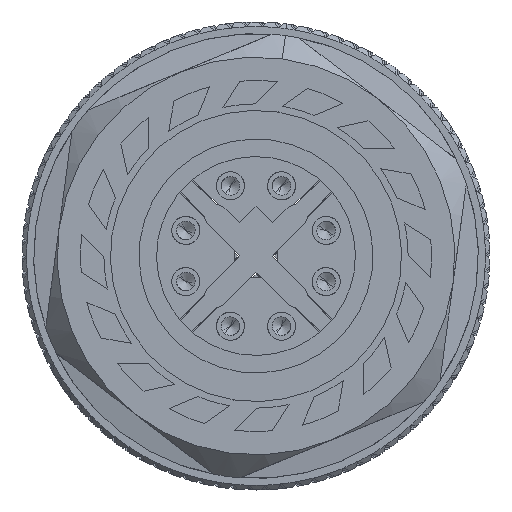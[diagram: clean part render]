
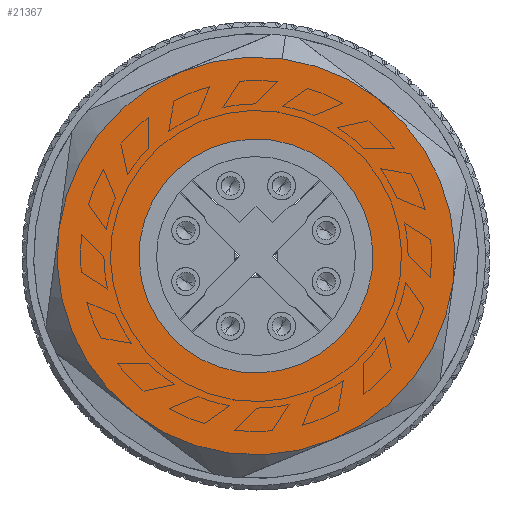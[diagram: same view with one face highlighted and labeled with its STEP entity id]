
A CAD part, left-side view. The second image highlights one B-rep face of the part: STEP entity #21367.
In plain terms, the highlighted planar face has unit normal (-1, 0, 0).
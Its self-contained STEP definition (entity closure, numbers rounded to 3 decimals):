
#23 = DIRECTION ( 'NONE',  ( 0., 0., 1. ) ) ;
#202 = ORIENTED_EDGE ( 'NONE', *, *, #13606, .T. ) ;
#1596 = EDGE_CURVE ( 'NONE', #27143, #53581, #37378, .T. ) ;
#1929 = AXIS2_PLACEMENT_3D ( 'NONE', #5141, #17138, #29562 ) ;
#2940 = CARTESIAN_POINT ( 'NONE',  ( 0., 0., 0. ) ) ;
#2941 = CARTESIAN_POINT ( 'NONE',  ( 0., 0., -8.5 ) ) ;
#3252 = AXIS2_PLACEMENT_3D ( 'NONE', #19686, #74215, #18517 ) ;
#3283 = CARTESIAN_POINT ( 'NONE',  ( 0., -8.5, 0. ) ) ;
#5141 = CARTESIAN_POINT ( 'NONE',  ( 0., 0., 0. ) ) ;
#6749 = CARTESIAN_POINT ( 'NONE',  ( 0., 8.5, 0. ) ) ;
#9327 = DIRECTION ( 'NONE',  ( -1., 0., 0. ) ) ;
#9626 = VERTEX_POINT ( 'NONE', #52808 ) ;
#10177 = VERTEX_POINT ( 'NONE', #3283 ) ;
#10257 = DIRECTION ( 'NONE',  ( -1., 0., 0. ) ) ;
#11690 = EDGE_CURVE ( 'NONE', #43441, #9626, #21292, .T. ) ;
#12814 = DIRECTION ( 'NONE',  ( -1., 0., 0. ) ) ;
#13414 = CIRCLE ( 'NONE', #1929, 8.5 ) ;
#13606 = EDGE_CURVE ( 'NONE', #52304, #27143, #33356, .T. ) ;
#14196 = CARTESIAN_POINT ( 'NONE',  ( 0., -4.25, 7.361 ) ) ;
#14247 = CARTESIAN_POINT ( 'NONE',  ( 0., 4.25, -7.361 ) ) ;
#15400 = AXIS2_PLACEMENT_3D ( 'NONE', #2940, #9327, #20916 ) ;
#17138 = DIRECTION ( 'NONE',  ( -1., 0., 0. ) ) ;
#17811 = ORIENTED_EDGE ( 'NONE', *, *, #50865, .T. ) ;
#18462 = AXIS2_PLACEMENT_3D ( 'NONE', #20374, #68495, #56833 ) ;
#18517 = DIRECTION ( 'NONE',  ( 0., 0., -1. ) ) ;
#18941 = CARTESIAN_POINT ( 'NONE',  ( 0., 0., 5. ) ) ;
#19028 = DIRECTION ( 'NONE',  ( 0., 0., -1. ) ) ;
#19589 = PLANE ( 'NONE',  #18462 ) ;
#19686 = CARTESIAN_POINT ( 'NONE',  ( 0., 0., 0. ) ) ;
#20374 = CARTESIAN_POINT ( 'NONE',  ( 0., 5., 0. ) ) ;
#20916 = DIRECTION ( 'NONE',  ( 0., 0., -1. ) ) ;
#21292 = CIRCLE ( 'NONE', #46922, 8.5 ) ;
#21367 = ADVANCED_FACE ( 'NONE', ( #39212, #50429 ), #19589, .F. ) ;
#22001 = AXIS2_PLACEMENT_3D ( 'NONE', #22048, #57727, #63332 ) ;
#22048 = CARTESIAN_POINT ( 'NONE',  ( 0., 0., 0. ) ) ;
#23317 = DIRECTION ( 'NONE',  ( 0., 0., -1. ) ) ;
#25868 = CIRCLE ( 'NONE', #66808, 5. ) ;
#26192 = CARTESIAN_POINT ( 'NONE',  ( 0., 0., 0. ) ) ;
#27143 = VERTEX_POINT ( 'NONE', #78024 ) ;
#29562 = DIRECTION ( 'NONE',  ( 0., 0., -1. ) ) ;
#30325 = DIRECTION ( 'NONE',  ( -1., 0., 0. ) ) ;
#31099 = DIRECTION ( 'NONE',  ( 0., 0., -1. ) ) ;
#33356 = CIRCLE ( 'NONE', #71766, 8.5 ) ;
#35870 = CIRCLE ( 'NONE', #15400, 8.5 ) ;
#36854 = CIRCLE ( 'NONE', #48401, 8.5 ) ;
#37378 = CIRCLE ( 'NONE', #22001, 8.5 ) ;
#37882 = VERTEX_POINT ( 'NONE', #18941 ) ;
#39212 = FACE_OUTER_BOUND ( 'NONE', #60278, .T. ) ;
#39714 = EDGE_LOOP ( 'NONE', ( #57500, #67514 ) ) ;
#39957 = EDGE_CURVE ( 'NONE', #9626, #10177, #35870, .T. ) ;
#42161 = CIRCLE ( 'NONE', #43421, 5. ) ;
#43421 = AXIS2_PLACEMENT_3D ( 'NONE', #75949, #12814, #23 ) ;
#43441 = VERTEX_POINT ( 'NONE', #2941 ) ;
#44070 = VERTEX_POINT ( 'NONE', #14247 ) ;
#44580 = ORIENTED_EDGE ( 'NONE', *, *, #75260, .T. ) ;
#45833 = EDGE_CURVE ( 'NONE', #69607, #37882, #25868, .T. ) ;
#46922 = AXIS2_PLACEMENT_3D ( 'NONE', #26192, #50631, #19028 ) ;
#48401 = AXIS2_PLACEMENT_3D ( 'NONE', #59997, #30325, #31099 ) ;
#48598 = EDGE_CURVE ( 'NONE', #44070, #43441, #13414, .T. ) ;
#50429 = FACE_BOUND ( 'NONE', #39714, .T. ) ;
#50631 = DIRECTION ( 'NONE',  ( -1., 0., 0. ) ) ;
#50865 = EDGE_CURVE ( 'NONE', #10177, #52304, #60816, .T. ) ;
#52304 = VERTEX_POINT ( 'NONE', #14196 ) ;
#52808 = CARTESIAN_POINT ( 'NONE',  ( 0., -4.25, -7.361 ) ) ;
#53581 = VERTEX_POINT ( 'NONE', #6749 ) ;
#56833 = DIRECTION ( 'NONE',  ( 0., 0., -1. ) ) ;
#57062 = ORIENTED_EDGE ( 'NONE', *, *, #1596, .T. ) ;
#57500 = ORIENTED_EDGE ( 'NONE', *, *, #76790, .F. ) ;
#57727 = DIRECTION ( 'NONE',  ( -1., 0., 0. ) ) ;
#58290 = ORIENTED_EDGE ( 'NONE', *, *, #48598, .T. ) ;
#59814 = CARTESIAN_POINT ( 'NONE',  ( 0., 0., -5. ) ) ;
#59997 = CARTESIAN_POINT ( 'NONE',  ( 0., 0., 0. ) ) ;
#60186 = DIRECTION ( 'NONE',  ( -1., 0., 0. ) ) ;
#60278 = EDGE_LOOP ( 'NONE', ( #44580, #58290, #71426, #64212, #17811, #202, #57062 ) ) ;
#60816 = CIRCLE ( 'NONE', #3252, 8.5 ) ;
#63332 = DIRECTION ( 'NONE',  ( 0., 0., -1. ) ) ;
#64212 = ORIENTED_EDGE ( 'NONE', *, *, #39957, .T. ) ;
#65914 = DIRECTION ( 'NONE',  ( 0., 0., 1. ) ) ;
#66808 = AXIS2_PLACEMENT_3D ( 'NONE', #71537, #10257, #65914 ) ;
#67514 = ORIENTED_EDGE ( 'NONE', *, *, #45833, .F. ) ;
#68495 = DIRECTION ( 'NONE',  ( 1., 0., 0. ) ) ;
#69607 = VERTEX_POINT ( 'NONE', #59814 ) ;
#71426 = ORIENTED_EDGE ( 'NONE', *, *, #11690, .T. ) ;
#71537 = CARTESIAN_POINT ( 'NONE',  ( 0., 0., 0. ) ) ;
#71766 = AXIS2_PLACEMENT_3D ( 'NONE', #72197, #60186, #23317 ) ;
#72197 = CARTESIAN_POINT ( 'NONE',  ( 0., 0., 0. ) ) ;
#74215 = DIRECTION ( 'NONE',  ( -1., 0., 0. ) ) ;
#75260 = EDGE_CURVE ( 'NONE', #53581, #44070, #36854, .T. ) ;
#75949 = CARTESIAN_POINT ( 'NONE',  ( 0., 0., 0. ) ) ;
#76790 = EDGE_CURVE ( 'NONE', #37882, #69607, #42161, .T. ) ;
#78024 = CARTESIAN_POINT ( 'NONE',  ( 0., 4.25, 7.361 ) ) ;
